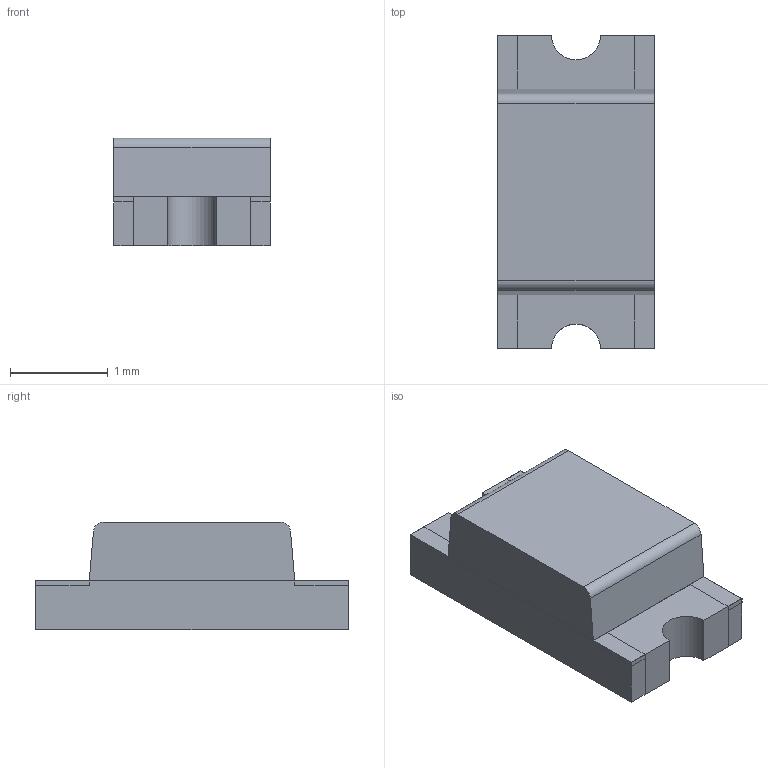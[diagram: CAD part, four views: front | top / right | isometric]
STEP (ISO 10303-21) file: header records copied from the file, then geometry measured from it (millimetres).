
FILE_DESCRIPTION(/* description */ (''),/* implementation_level */ '2;1');
FILE_NAME(/* name */ 'SMD LED -1206.step',/* time_stamp */ '2019-11-05T13:03:48+01:00',/* author */ (''),/* organization */ (''),/* preprocessor_version */ 'ST-DEVELOPER v18',/* originating_system */ 'Autodesk Translation Framework v8.9.1.1155',/* authorisation */ '');
FILE_SCHEMA (('AUTOMOTIVE_DESIGN { 1 0 10303 214 3 1 1 }'));
Length unit declared in the file: millimetre
Products named in the file (1): SMD LED -1206
Bounding box: 1.6 x 3.2 x 1.1 mm (x, y, z)
Volume: 4.5 mm3; surface area: 33.2 mm2
Topology: 6 solids, 6 shells, 98 faces, 256 edges, 170 vertices
Faces by surface type: plane 73, cylinder 25
Entity records: 3055 total; most frequent: CARTESIAN_POINT 525, ORIENTED_EDGE 512, DIRECTION 504, EDGE_CURVE 256, LINE 206, VECTOR 206, VERTEX_POINT 170, AXIS2_PLACEMENT_3D 149
